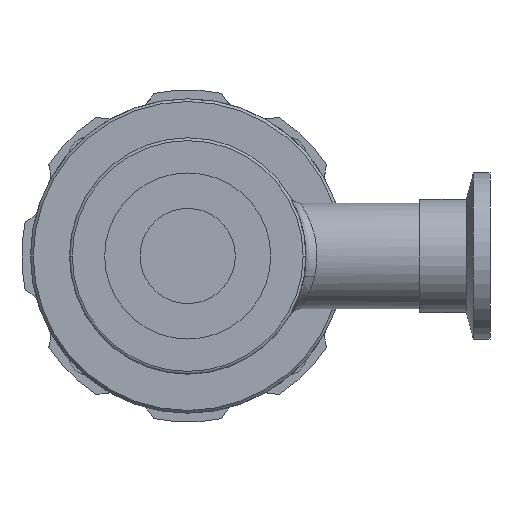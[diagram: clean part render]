
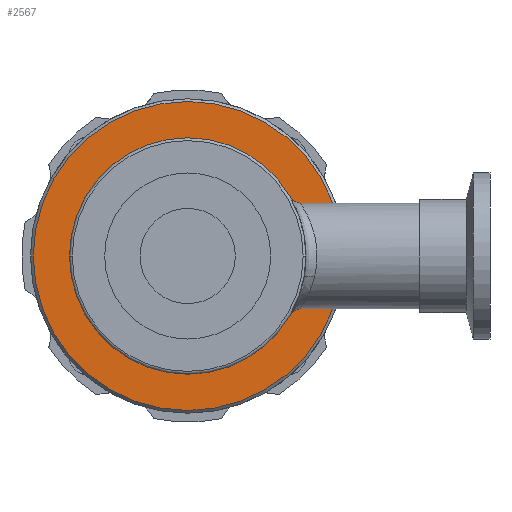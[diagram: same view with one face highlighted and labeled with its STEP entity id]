
A CAD part, front view. The second image highlights one B-rep face of the part: STEP entity #2567.
In plain terms, the highlighted planar face has unit normal (0, -1, 0).
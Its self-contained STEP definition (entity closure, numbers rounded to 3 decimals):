
#331 = DIRECTION ( 'NONE',  ( 1., 0., 0. ) ) ;
#389 = EDGE_CURVE ( 'NONE', #3560, #569, #867, .T. ) ;
#563 = CARTESIAN_POINT ( 'NONE',  ( -27.9, 76.2, 0. ) ) ;
#569 = VERTEX_POINT ( 'NONE', #563 ) ;
#817 = EDGE_CURVE ( 'NONE', #7318, #5050, #5428, .T. ) ;
#859 = ORIENTED_EDGE ( 'NONE', *, *, #1565, .F. ) ;
#867 = CIRCLE ( 'NONE', #5193, 27.9 ) ;
#916 = AXIS2_PLACEMENT_3D ( 'NONE', #5014, #1574, #5586 ) ;
#1033 = CARTESIAN_POINT ( 'NONE',  ( -21.35, 76.2, 0. ) ) ;
#1070 = CIRCLE ( 'NONE', #5100, 21.35 ) ;
#1140 = ORIENTED_EDGE ( 'NONE', *, *, #389, .T. ) ;
#1293 = DIRECTION ( 'NONE',  ( 0., -1., 0. ) ) ;
#1467 = CARTESIAN_POINT ( 'NONE',  ( 27.9, 76.2, 0. ) ) ;
#1509 = FACE_OUTER_BOUND ( 'NONE', #5071, .T. ) ;
#1565 = EDGE_CURVE ( 'NONE', #5050, #7318, #1070, .T. ) ;
#1574 = DIRECTION ( 'NONE',  ( 0., -1., 0. ) ) ;
#1629 = ORIENTED_EDGE ( 'NONE', *, *, #817, .F. ) ;
#2144 = DIRECTION ( 'NONE',  ( 0., -1., 0. ) ) ;
#2567 = ADVANCED_FACE ( 'NONE', ( #1509, #5904 ), #3203, .T. ) ;
#2848 = AXIS2_PLACEMENT_3D ( 'NONE', #1467, #3774, #331 ) ;
#2933 = CARTESIAN_POINT ( 'NONE',  ( 0., 76.2, 0. ) ) ;
#3203 = PLANE ( 'NONE',  #2848 ) ;
#3504 = CIRCLE ( 'NONE', #916, 27.9 ) ;
#3560 = VERTEX_POINT ( 'NONE', #3702 ) ;
#3702 = CARTESIAN_POINT ( 'NONE',  ( 27.9, 76.2, 0. ) ) ;
#3774 = DIRECTION ( 'NONE',  ( 0., -1., 0. ) ) ;
#4151 = AXIS2_PLACEMENT_3D ( 'NONE', #5577, #2144, #6162 ) ;
#4310 = ORIENTED_EDGE ( 'NONE', *, *, #5499, .T. ) ;
#4546 = CARTESIAN_POINT ( 'NONE',  ( 21.35, 76.2, 0. ) ) ;
#4671 = DIRECTION ( 'NONE',  ( 1., 0., 0. ) ) ;
#4716 = EDGE_LOOP ( 'NONE', ( #1629, #859 ) ) ;
#4738 = CARTESIAN_POINT ( 'NONE',  ( 0., 76.2, 0. ) ) ;
#5014 = CARTESIAN_POINT ( 'NONE',  ( 0., 76.2, 0. ) ) ;
#5050 = VERTEX_POINT ( 'NONE', #1033 ) ;
#5071 = EDGE_LOOP ( 'NONE', ( #4310, #1140 ) ) ;
#5100 = AXIS2_PLACEMENT_3D ( 'NONE', #4738, #1293, #5305 ) ;
#5193 = AXIS2_PLACEMENT_3D ( 'NONE', #2933, #5205, #4671 ) ;
#5205 = DIRECTION ( 'NONE',  ( 0., -1., 0. ) ) ;
#5305 = DIRECTION ( 'NONE',  ( 1., 0., 0. ) ) ;
#5428 = CIRCLE ( 'NONE', #4151, 21.35 ) ;
#5499 = EDGE_CURVE ( 'NONE', #569, #3560, #3504, .T. ) ;
#5577 = CARTESIAN_POINT ( 'NONE',  ( 0., 76.2, 0. ) ) ;
#5586 = DIRECTION ( 'NONE',  ( 1., 0., 0. ) ) ;
#5904 = FACE_BOUND ( 'NONE', #4716, .T. ) ;
#6162 = DIRECTION ( 'NONE',  ( 1., 0., 0. ) ) ;
#7318 = VERTEX_POINT ( 'NONE', #4546 ) ;
